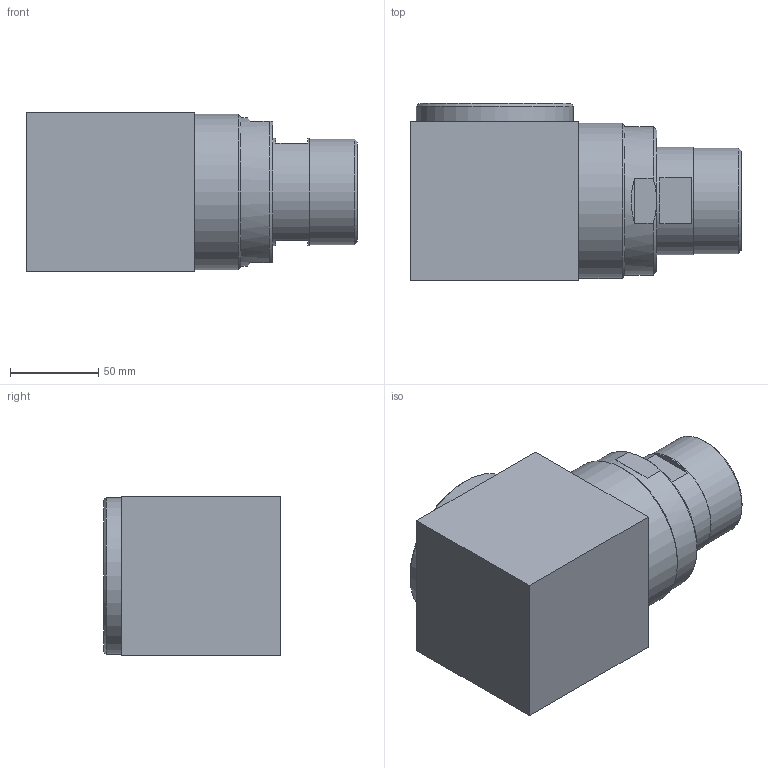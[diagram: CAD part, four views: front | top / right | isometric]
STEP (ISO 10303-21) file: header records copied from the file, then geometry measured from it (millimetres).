
FILE_DESCRIPTION (( 'STEP AP214' ), '1' );
FILE_NAME ('BAL-GGN50-IC-KAF.STEP', '2016-08-23T11:17:50', ( '' ), ( '' ), 'SwSTEP 2.0', 'SolidWorks 2016', '' );
FILE_SCHEMA (( 'AUTOMOTIVE_DESIGN' ));
Length unit declared in the file: millimetre
Products named in the file (1): BAL-GGN50-IC-KAF
Bounding box: 186.8 x 100 x 90 mm (x, y, z)
Volume: 977444.6 mm3; surface area: 92085.5 mm2
Topology: 1 solids, 1 shells, 36 faces, 71 edges, 45 vertices
Faces by surface type: plane 22, cone 7, cylinder 7
Full cylindrical faces by diameter (mm): 43.42 x1, 57 x1, 59.614 x1, 60.8 x1, 84 x1, 87.8 x1, 88.8 x1
Entity records: 913 total; most frequent: CARTESIAN_POINT 173, DIRECTION 150, ORIENTED_EDGE 114, AXIS2_PLACEMENT_3D 62, EDGE_CURVE 57, EDGE_LOOP 56, VERTEX_POINT 43, FACE_OUTER_BOUND 43
